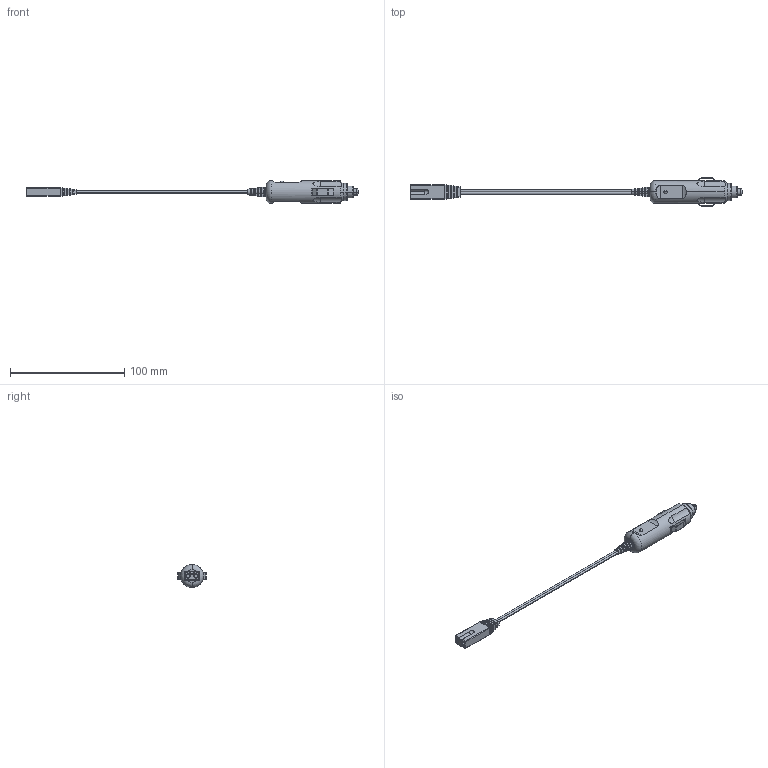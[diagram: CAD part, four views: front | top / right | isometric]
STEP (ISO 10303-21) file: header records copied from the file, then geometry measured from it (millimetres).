
FILE_DESCRIPTION (( 'STEP AP214' ), '1' );
FILE_NAME ('ZA5075.STEP', '2020-02-12T20:03:39', ( '' ), ( '' ), 'SwSTEP 2.0', 'SolidWorks 2017', '' );
FILE_SCHEMA (( 'AUTOMOTIVE_DESIGN' ));
Length unit declared in the file: millimetre
Products named in the file (1): ZA5075
Bounding box: 290.77 x 24.6 x 20.07 mm (x, y, z)
Volume: 25721.1 mm3; surface area: 11159.6 mm2
Topology: 10 solids, 10 shells, 340 faces, 817 edges, 534 vertices
Faces by surface type: plane 216, cylinder 99, torus 15, sphere 6, cone 4
Entity records: 14008 total; most frequent: CARTESIAN_POINT 2233, DIRECTION 1639, ORIENTED_EDGE 1618, EDGE_CURVE 809, AXIS2_PLACEMENT_3D 564, VERTEX_POINT 532, VECTOR 511, LINE 511
